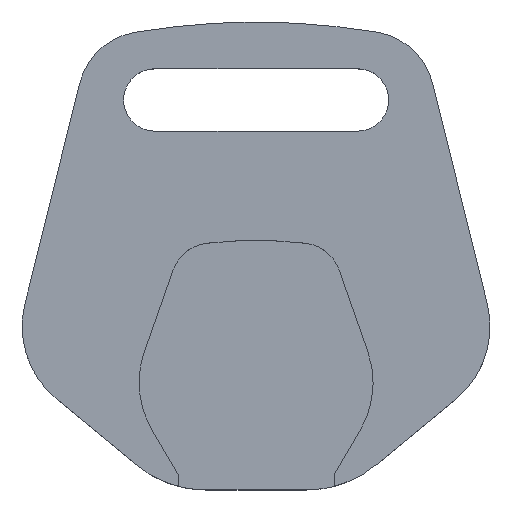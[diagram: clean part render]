
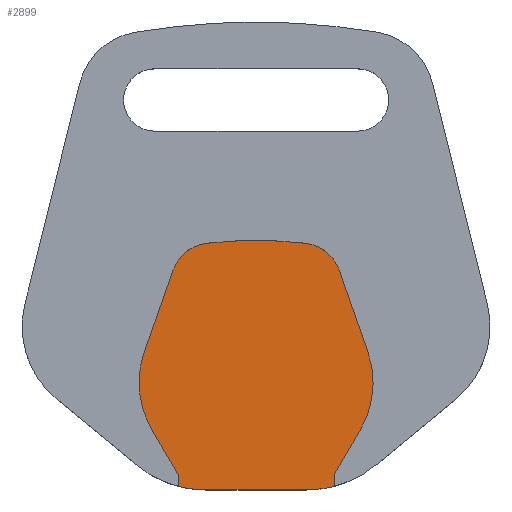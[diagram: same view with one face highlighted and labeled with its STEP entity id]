
A CAD part, top view. The second image highlights one B-rep face of the part: STEP entity #2899.
In plain terms, the highlighted planar face has unit normal (0, 0, 1).
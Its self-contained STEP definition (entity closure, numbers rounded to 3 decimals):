
#1 = CARTESIAN_POINT ( 'NONE',  ( 3.23, -8., -2. ) ) ;
#60 = EDGE_CURVE ( 'NONE', #2640, #1926, #2522, .T. ) ;
#72 = AXIS2_PLACEMENT_3D ( 'NONE', #2142, #2911, #2950 ) ;
#93 = DIRECTION ( 'NONE',  ( 0.331, 0.944, 0. ) ) ;
#146 = DIRECTION ( 'NONE',  ( 0., 0., 1. ) ) ;
#161 = DIRECTION ( 'NONE',  ( 1., 0., 0. ) ) ;
#201 = LINE ( 'NONE', #1696, #494 ) ;
#219 = CARTESIAN_POINT ( 'NONE',  ( 5., -14., -2. ) ) ;
#230 = CIRCLE ( 'NONE', #2602, 6. ) ;
#248 = VERTEX_POINT ( 'NONE', #1842 ) ;
#258 = ORIENTED_EDGE ( 'NONE', *, *, #363, .T. ) ;
#259 = EDGE_CURVE ( 'NONE', #3052, #2640, #2858, .T. ) ;
#261 = DIRECTION ( 'NONE',  ( 0., 0., -1. ) ) ;
#286 = DIRECTION ( 'NONE',  ( 0., 0., -1. ) ) ;
#315 = ORIENTED_EDGE ( 'NONE', *, *, #259, .F. ) ;
#329 = VERTEX_POINT ( 'NONE', #876 ) ;
#345 = VECTOR ( 'NONE', #1464, 1000. ) ;
#349 = AXIS2_PLACEMENT_3D ( 'NONE', #1, #2232, #998 ) ;
#360 = CARTESIAN_POINT ( 'NONE',  ( -5., -14., -2. ) ) ;
#363 = EDGE_CURVE ( 'NONE', #1198, #1005, #1033, .T. ) ;
#379 = EDGE_CURVE ( 'NONE', #714, #329, #1175, .T. ) ;
#394 = VECTOR ( 'NONE', #512, 1000. ) ;
#400 = EDGE_CURVE ( 'NONE', #1005, #1926, #2768, .T. ) ;
#494 = VECTOR ( 'NONE', #2418, 1000. ) ;
#512 = DIRECTION ( 'NONE',  ( 1., 0., 0. ) ) ;
#521 = ORIENTED_EDGE ( 'NONE', *, *, #60, .F. ) ;
#540 = VECTOR ( 'NONE', #1233, 1000. ) ;
#545 = CIRCLE ( 'NONE', #72, 6. ) ;
#566 = DIRECTION ( 'NONE',  ( -0.508, -0.861, 0. ) ) ;
#573 = CARTESIAN_POINT ( 'NONE',  ( -5., -16., -2. ) ) ;
#600 = EDGE_CURVE ( 'NONE', #1951, #709, #1000, .T. ) ;
#603 = VECTOR ( 'NONE', #566, 1000. ) ;
#605 = DIRECTION ( 'NONE',  ( 0., 1., 0. ) ) ;
#611 = DIRECTION ( 'NONE',  ( 1., 0., 0. ) ) ;
#625 = CARTESIAN_POINT ( 'NONE',  ( 7.163, -6.143, -2. ) ) ;
#642 = VERTEX_POINT ( 'NONE', #625 ) ;
#665 = CARTESIAN_POINT ( 'NONE',  ( -3.23, -8., -2. ) ) ;
#697 = DIRECTION ( 'NONE',  ( 0., 0., -1. ) ) ;
#701 = CIRCLE ( 'NONE', #2274, 2.61 ) ;
#706 = VECTOR ( 'NONE', #93, 1000. ) ;
#709 = VERTEX_POINT ( 'NONE', #881 ) ;
#714 = VERTEX_POINT ( 'NONE', #1338 ) ;
#722 = CARTESIAN_POINT ( 'NONE',  ( 0., -15., -2. ) ) ;
#724 = LINE ( 'NONE', #2491, #540 ) ;
#755 = CARTESIAN_POINT ( 'NONE',  ( 3.23, -15., -2. ) ) ;
#818 = DIRECTION ( 'NONE',  ( 0., 0., -1. ) ) ;
#857 = CARTESIAN_POINT ( 'NONE',  ( 5., -14., -2. ) ) ;
#876 = CARTESIAN_POINT ( 'NONE',  ( -3.173, 0.814, -2. ) ) ;
#881 = CARTESIAN_POINT ( 'NONE',  ( -7.163, -6.143, -2. ) ) ;
#882 = EDGE_LOOP ( 'NONE', ( #2871, #1614, #258, #1610, #521, #315, #2153, #2952, #1389, #938, #1683, #1520, #3080, #1918, #1935 ) ) ;
#883 = EDGE_CURVE ( 'NONE', #248, #642, #724, .T. ) ;
#909 = VERTEX_POINT ( 'NONE', #1200 ) ;
#938 = ORIENTED_EDGE ( 'NONE', *, *, #1374, .F. ) ;
#998 = DIRECTION ( 'NONE',  ( 1., 0., 0. ) ) ;
#1000 = CIRCLE ( 'NONE', #2368, 6. ) ;
#1005 = VERTEX_POINT ( 'NONE', #755 ) ;
#1016 = CARTESIAN_POINT ( 'NONE',  ( 5., -14.773, -2. ) ) ;
#1033 = LINE ( 'NONE', #722, #394 ) ;
#1061 = CARTESIAN_POINT ( 'NONE',  ( 2.868, -1.778, -2. ) ) ;
#1084 = EDGE_CURVE ( 'NONE', #642, #3052, #230, .T. ) ;
#1086 = VERTEX_POINT ( 'NONE', #2996 ) ;
#1095 = LINE ( 'NONE', #573, #2363 ) ;
#1171 = AXIS2_PLACEMENT_3D ( 'NONE', #665, #146, #2964 ) ;
#1175 = CIRCLE ( 'NONE', #1334, 2.61 ) ;
#1192 = EDGE_CURVE ( 'NONE', #1086, #1308, #1095, .T. ) ;
#1198 = VERTEX_POINT ( 'NONE', #2820 ) ;
#1200 = CARTESIAN_POINT ( 'NONE',  ( -6.667, -11.176, -2. ) ) ;
#1202 = DIRECTION ( 'NONE',  ( -1., 0., 0. ) ) ;
#1233 = DIRECTION ( 'NONE',  ( 0.331, -0.944, 0. ) ) ;
#1264 = CARTESIAN_POINT ( 'NONE',  ( 5., -14., -2. ) ) ;
#1297 = CARTESIAN_POINT ( 'NONE',  ( -5.332, -0.915, -2. ) ) ;
#1308 = VERTEX_POINT ( 'NONE', #360 ) ;
#1334 = AXIS2_PLACEMENT_3D ( 'NONE', #1728, #286, #2990 ) ;
#1338 = CARTESIAN_POINT ( 'NONE',  ( -5.332, -0.915, -2. ) ) ;
#1374 = EDGE_CURVE ( 'NONE', #329, #3028, #2264, .T. ) ;
#1389 = ORIENTED_EDGE ( 'NONE', *, *, #2508, .F. ) ;
#1437 = EDGE_CURVE ( 'NONE', #909, #1951, #545, .T. ) ;
#1464 = DIRECTION ( 'NONE',  ( 0., -1., 0. ) ) ;
#1492 = AXIS2_PLACEMENT_3D ( 'NONE', #2370, #2863, #611 ) ;
#1520 = ORIENTED_EDGE ( 'NONE', *, *, #3213, .F. ) ;
#1537 = AXIS2_PLACEMENT_3D ( 'NONE', #1703, #1670, #161 ) ;
#1579 = LINE ( 'NONE', #1297, #706 ) ;
#1610 = ORIENTED_EDGE ( 'NONE', *, *, #400, .T. ) ;
#1613 = FACE_OUTER_BOUND ( 'NONE', #882, .T. ) ;
#1614 = ORIENTED_EDGE ( 'NONE', *, *, #2575, .T. ) ;
#1628 = DIRECTION ( 'NONE',  ( 1., 0., 0. ) ) ;
#1670 = DIRECTION ( 'NONE',  ( 0., 0., -1. ) ) ;
#1683 = ORIENTED_EDGE ( 'NONE', *, *, #379, .F. ) ;
#1696 = CARTESIAN_POINT ( 'NONE',  ( -5., -14., -2. ) ) ;
#1703 = CARTESIAN_POINT ( 'NONE',  ( 0., -26.203, -2. ) ) ;
#1728 = CARTESIAN_POINT ( 'NONE',  ( -2.868, -1.778, -2. ) ) ;
#1842 = CARTESIAN_POINT ( 'NONE',  ( 5.332, -0.915, -2. ) ) ;
#1918 = ORIENTED_EDGE ( 'NONE', *, *, #1437, .F. ) ;
#1925 = CARTESIAN_POINT ( 'NONE',  ( 3.173, 0.814, -2. ) ) ;
#1926 = VERTEX_POINT ( 'NONE', #1016 ) ;
#1935 = ORIENTED_EDGE ( 'NONE', *, *, #2979, .F. ) ;
#1951 = VERTEX_POINT ( 'NONE', #2211 ) ;
#2142 = CARTESIAN_POINT ( 'NONE',  ( -1.5, -8.126, -2. ) ) ;
#2153 = ORIENTED_EDGE ( 'NONE', *, *, #1084, .F. ) ;
#2211 = CARTESIAN_POINT ( 'NONE',  ( -7.5, -8.126, -2. ) ) ;
#2232 = DIRECTION ( 'NONE',  ( 0., 0., 1. ) ) ;
#2264 = CIRCLE ( 'NONE', #1537, 27.203 ) ;
#2274 = AXIS2_PLACEMENT_3D ( 'NONE', #1061, #697, #1202 ) ;
#2275 = CIRCLE ( 'NONE', #1171, 7. ) ;
#2363 = VECTOR ( 'NONE', #605, 1000. ) ;
#2368 = AXIS2_PLACEMENT_3D ( 'NONE', #2882, #818, #1628 ) ;
#2370 = CARTESIAN_POINT ( 'NONE',  ( -2.868, -1.778, -2. ) ) ;
#2418 = DIRECTION ( 'NONE',  ( -0.508, 0.861, 0. ) ) ;
#2437 = CARTESIAN_POINT ( 'NONE',  ( 6.667, -11.176, -2. ) ) ;
#2491 = CARTESIAN_POINT ( 'NONE',  ( 5.332, -0.915, -2. ) ) ;
#2508 = EDGE_CURVE ( 'NONE', #3028, #248, #701, .T. ) ;
#2522 = LINE ( 'NONE', #219, #345 ) ;
#2550 = CARTESIAN_POINT ( 'NONE',  ( 1.5, -8.126, -2. ) ) ;
#2575 = EDGE_CURVE ( 'NONE', #1086, #1198, #2275, .T. ) ;
#2602 = AXIS2_PLACEMENT_3D ( 'NONE', #2550, #261, #3011 ) ;
#2640 = VERTEX_POINT ( 'NONE', #1264 ) ;
#2768 = CIRCLE ( 'NONE', #349, 7. ) ;
#2820 = CARTESIAN_POINT ( 'NONE',  ( -3.23, -15., -2. ) ) ;
#2858 = LINE ( 'NONE', #857, #603 ) ;
#2863 = DIRECTION ( 'NONE',  ( 0., 0., -1. ) ) ;
#2871 = ORIENTED_EDGE ( 'NONE', *, *, #1192, .F. ) ;
#2880 = PLANE ( 'NONE',  #1492 ) ;
#2882 = CARTESIAN_POINT ( 'NONE',  ( -1.5, -8.126, -2. ) ) ;
#2899 = ADVANCED_FACE ( 'NONE', ( #1613 ), #2880, .F. ) ;
#2911 = DIRECTION ( 'NONE',  ( 0., 0., -1. ) ) ;
#2950 = DIRECTION ( 'NONE',  ( 1., 0., 0. ) ) ;
#2952 = ORIENTED_EDGE ( 'NONE', *, *, #883, .F. ) ;
#2964 = DIRECTION ( 'NONE',  ( 1., 0., 0. ) ) ;
#2979 = EDGE_CURVE ( 'NONE', #1308, #909, #201, .T. ) ;
#2990 = DIRECTION ( 'NONE',  ( 1., 0., 0. ) ) ;
#2996 = CARTESIAN_POINT ( 'NONE',  ( -5., -14.773, -2. ) ) ;
#3011 = DIRECTION ( 'NONE',  ( -1., 0., 0. ) ) ;
#3028 = VERTEX_POINT ( 'NONE', #1925 ) ;
#3052 = VERTEX_POINT ( 'NONE', #2437 ) ;
#3080 = ORIENTED_EDGE ( 'NONE', *, *, #600, .F. ) ;
#3213 = EDGE_CURVE ( 'NONE', #709, #714, #1579, .T. ) ;
